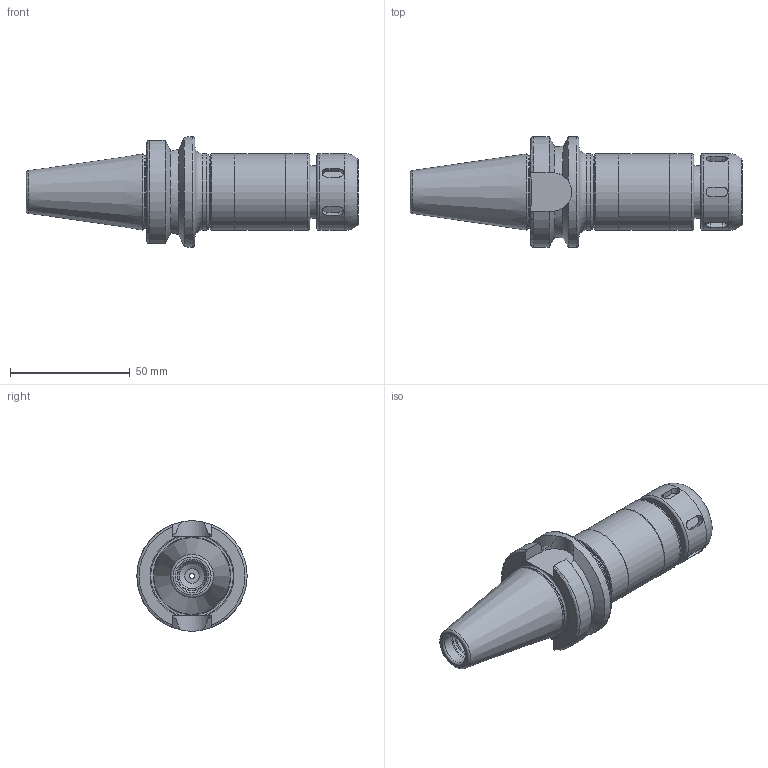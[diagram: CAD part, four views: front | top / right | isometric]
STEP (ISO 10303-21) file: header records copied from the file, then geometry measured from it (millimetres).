
FILE_DESCRIPTION((''),'2;1');
FILE_NAME('245000116090-3D.stp','2020-04-16T08:18:58',('nttooll'),(''),'Autodesk Inventor 2012','Autodesk Inventor 2012','');
FILE_SCHEMA(('AUTOMOTIVE_DESIGN { 1 0 10303 214 1 1 1 1 }'));
Length unit declared in the file: millimetre
Products named in the file (1): 245000116090-3D
Bounding box: 138.4 x 46 x 46 mm (x, y, z)
Volume: 93186.4 mm3; surface area: 22622.7 mm2
Topology: 1 solids, 1 shells, 123 faces, 265 edges, 163 vertices
Faces by surface type: cylinder 44, plane 41, cone 25, torus 13
Full cylindrical faces by diameter (mm): 2 x1, 2.309 x1, 2.5 x1, 4 x1, 4.3 x1, 5 x2, 6 x1, 10.5 x2, 12 x1, 12.5 x1, 12.8 x1, 12.9 x1, 14.75 x1, 22 x2, 22.2 x1, 30 x1, 30.8 x1, 31.8 x1, 32 x4, 46 x1
Entity records: 3294 total; most frequent: CARTESIAN_POINT 820, DIRECTION 518, ORIENTED_EDGE 416, AXIS2_PLACEMENT_3D 224, EDGE_CURVE 208, EDGE_LOOP 200, VERTEX_POINT 162, FACE_OUTER_BOUND 123
